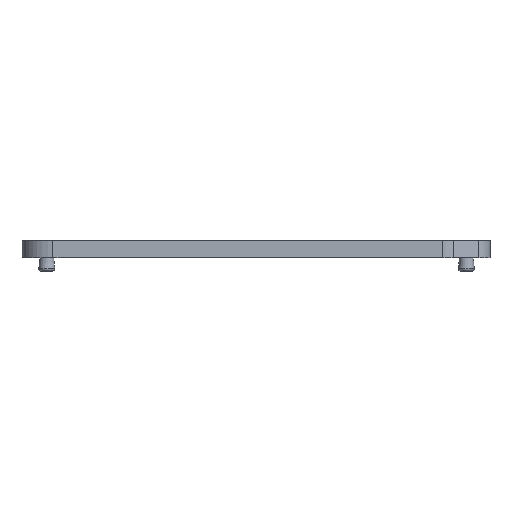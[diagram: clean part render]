
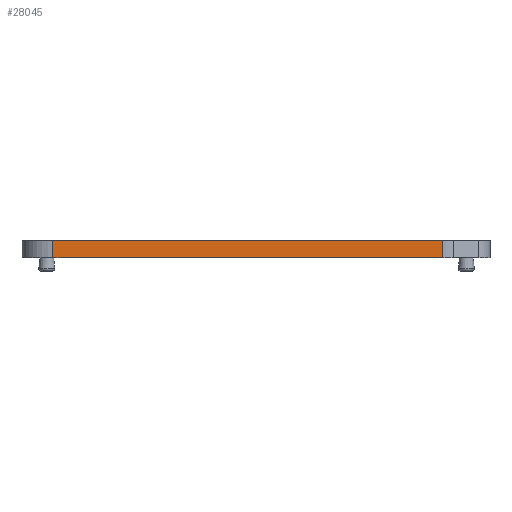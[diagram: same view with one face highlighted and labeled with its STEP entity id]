
A CAD part, front view. The second image highlights one B-rep face of the part: STEP entity #28045.
In plain terms, the highlighted planar face has unit normal (0, -1, 0).
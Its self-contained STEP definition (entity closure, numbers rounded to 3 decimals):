
#27987=CARTESIAN_POINT('',(63.818,112.843,2.2));
#27988=VERTEX_POINT('',#27987);
#27996=CARTESIAN_POINT('',(63.818,112.843,0.));
#27997=VERTEX_POINT('',#27996);
#27998=CARTESIAN_POINT('',(63.818,112.843,0.));
#27999=DIRECTION('',(0.,0.,1.));
#28000=VECTOR('',#27999,2.2);
#28001=LINE('',#27998,#28000);
#28002=EDGE_CURVE('',#27997,#27988,#28001,.T.);
#28015=CARTESIAN_POINT('',(38.675,112.843,1.1));
#28016=DIRECTION('',(0.,0.,-1.));
#28017=DIRECTION('',(0.,-1.,0.));
#28018=AXIS2_PLACEMENT_3D('',#28015,#28017,#28016);
#28019=PLANE('',#28018);
#28020=CARTESIAN_POINT('',(13.531,112.843,2.2));
#28021=VERTEX_POINT('',#28020);
#28022=CARTESIAN_POINT('',(13.531,112.843,2.2));
#28023=DIRECTION('',(1.,0.,0.));
#28024=VECTOR('',#28023,50.287);
#28025=LINE('',#28022,#28024);
#28026=EDGE_CURVE('',#28021,#27988,#28025,.T.);
#28027=ORIENTED_EDGE('E3108',*,*,#28026,.F.);
#28028=CARTESIAN_POINT('',(13.531,112.843,0.));
#28029=VERTEX_POINT('',#28028);
#28030=CARTESIAN_POINT('',(13.531,112.843,0.));
#28031=DIRECTION('',(0.,0.,1.));
#28032=VECTOR('',#28031,2.2);
#28033=LINE('',#28030,#28032);
#28034=EDGE_CURVE('',#28029,#28021,#28033,.T.);
#28035=ORIENTED_EDGE('E2879',*,*,#28034,.F.);
#28036=CARTESIAN_POINT('',(13.531,112.843,0.));
#28037=DIRECTION('',(1.,0.,0.));
#28038=VECTOR('',#28037,50.287);
#28039=LINE('',#28036,#28038);
#28040=EDGE_CURVE('',#28029,#27997,#28039,.T.);
#28041=ORIENTED_EDGE('E3075',*,*,#28040,.T.);
#28042=ORIENTED_EDGE('E3075',*,*,#28002,.T.);
#28043=EDGE_LOOP('',(#28027,#28035,#28041,#28042));
#28044=FACE_OUTER_BOUND('',#28043,.T.);
#28045=ADVANCED_FACE('F1004',(#28044),#28019,.T.);
